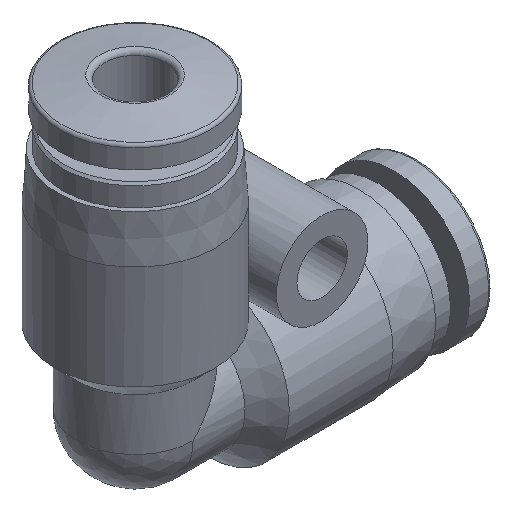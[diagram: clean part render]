
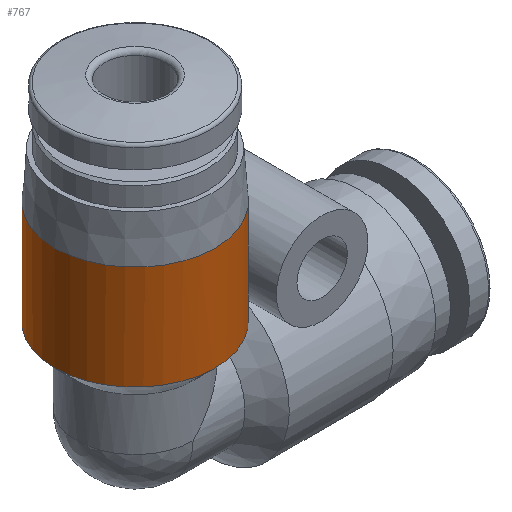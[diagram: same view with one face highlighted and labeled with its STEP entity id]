
A CAD part, isometric view. The second image highlights one B-rep face of the part: STEP entity #767.
In plain terms, the highlighted cylindrical face has radius 5.25 mm (diameter 10.5 mm), a full revolution.
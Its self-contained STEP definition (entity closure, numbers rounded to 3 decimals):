
#47=B_SPLINE_CURVE_WITH_KNOTS('',3,(#1119,#1120,#1121,#1122,#1123,#1124,
#1125,#1126,#1127,#1128,#1129,#1130,#1131,#1132,#1133,#1134,#1135),
 .UNSPECIFIED.,.F.,.F.,(4,1,1,1,1,1,1,1,1,1,1,1,1,1,4),(0.002,
0.003,0.004,0.005,0.006,
0.007,0.008,0.01,0.012,
0.013,0.014,0.015,0.016,
0.017,0.017),.UNSPECIFIED.);
#51=ELLIPSE('',#818,7.425,5.25);
#52=ELLIPSE('',#820,7.425,5.25);
#63=ORIENTED_EDGE('',*,*,#165,.F.);
#64=ORIENTED_EDGE('',*,*,#166,.F.);
#65=ORIENTED_EDGE('',*,*,#164,.T.);
#66=ORIENTED_EDGE('',*,*,#167,.T.);
#67=ORIENTED_EDGE('',*,*,#162,.T.);
#162=EDGE_CURVE('',#214,#212,#51,.F.);
#164=EDGE_CURVE('',#213,#215,#52,.F.);
#165=EDGE_CURVE('',#216,#216,#256,.T.);
#166=EDGE_CURVE('',#213,#212,#47,.T.);
#167=EDGE_CURVE('',#215,#214,#257,.T.);
#212=VERTEX_POINT('',#1109);
#213=VERTEX_POINT('',#1110);
#214=VERTEX_POINT('',#1112);
#215=VERTEX_POINT('',#1114);
#216=VERTEX_POINT('',#1118);
#256=CIRCLE('',#822,5.25);
#257=CIRCLE('',#823,5.25);
#298=EDGE_LOOP('',(#63));
#299=EDGE_LOOP('',(#64,#65,#66,#67));
#377=FACE_BOUND('',#298,.T.);
#378=FACE_BOUND('',#299,.T.);
#454=CYLINDRICAL_SURFACE('',#821,5.25);
#767=ADVANCED_FACE('',(#377,#378),#454,.T.);
#818=AXIS2_PLACEMENT_3D('',#1111,#915,#916);
#820=AXIS2_PLACEMENT_3D('',#1115,#919,#920);
#821=AXIS2_PLACEMENT_3D('',#1116,#921,#922);
#822=AXIS2_PLACEMENT_3D('',#1117,#923,#924);
#823=AXIS2_PLACEMENT_3D('',#1136,#925,#926);
#915=DIRECTION('',(0.707,0.,-0.707));
#916=DIRECTION('',(0.707,0.,0.707));
#919=DIRECTION('',(0.707,0.,-0.707));
#920=DIRECTION('',(0.707,0.,0.707));
#921=DIRECTION('',(0.,0.,1.));
#922=DIRECTION('',(1.,0.,0.));
#923=DIRECTION('',(0.,0.,1.));
#924=DIRECTION('',(1.,0.,0.));
#925=DIRECTION('',(0.,0.,1.));
#926=DIRECTION('',(1.,0.,0.));
#1109=CARTESIAN_POINT('',(4.879,-1.939,4.879));
#1110=CARTESIAN_POINT('',(4.879,1.939,4.879));
#1111=CARTESIAN_POINT('',(0.,0.,0.));
#1112=CARTESIAN_POINT('',(4.85,-2.01,4.85));
#1114=CARTESIAN_POINT('',(4.85,2.01,4.85));
#1115=CARTESIAN_POINT('',(0.,0.,0.));
#1116=CARTESIAN_POINT('',(0.,0.,18.85));
#1117=CARTESIAN_POINT('',(0.,0.,11.65));
#1118=CARTESIAN_POINT('',(5.25,0.,11.65));
#1119=CARTESIAN_POINT('',(4.879,1.939,4.879));
#1120=CARTESIAN_POINT('',(4.766,2.222,4.991));
#1121=CARTESIAN_POINT('',(4.496,2.749,5.295));
#1122=CARTESIAN_POINT('',(4.105,3.283,6.045));
#1123=CARTESIAN_POINT('',(3.943,3.464,7.029));
#1124=CARTESIAN_POINT('',(4.123,3.262,8.007));
#1125=CARTESIAN_POINT('',(4.524,2.705,8.744));
#1126=CARTESIAN_POINT('',(5.056,1.638,9.323));
#1127=CARTESIAN_POINT('',(5.378,0.001,9.512));
#1128=CARTESIAN_POINT('',(5.06,-1.625,9.326));
#1129=CARTESIAN_POINT('',(4.529,-2.697,8.751));
#1130=CARTESIAN_POINT('',(4.126,-3.258,8.015));
#1131=CARTESIAN_POINT('',(3.943,-3.464,7.043));
#1132=CARTESIAN_POINT('',(4.101,-3.288,6.054));
#1133=CARTESIAN_POINT('',(4.496,-2.751,5.295));
#1134=CARTESIAN_POINT('',(4.766,-2.223,4.991));
#1135=CARTESIAN_POINT('',(4.879,-1.939,4.879));
#1136=CARTESIAN_POINT('',(0.,0.,4.85));
